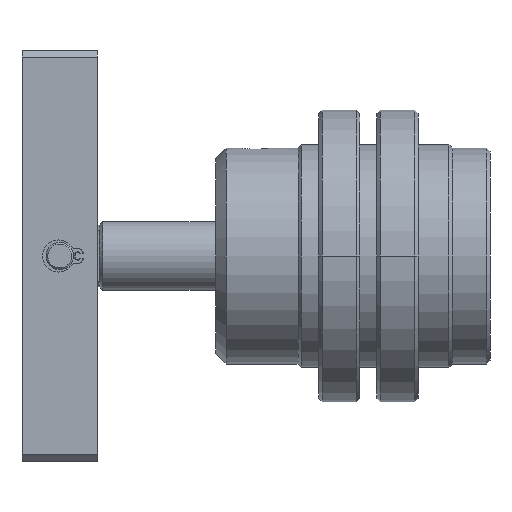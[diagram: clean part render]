
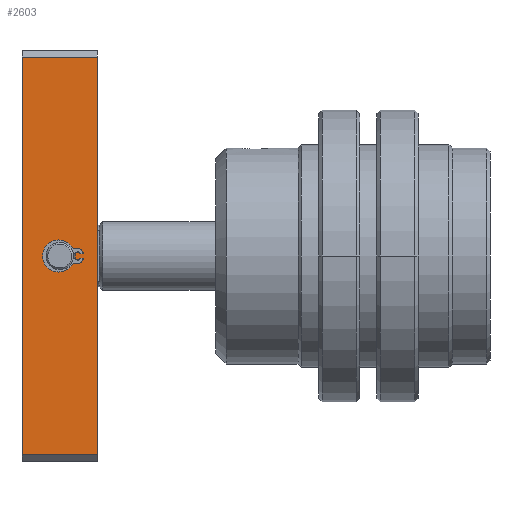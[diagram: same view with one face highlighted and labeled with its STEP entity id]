
A CAD part, left-side view. The second image highlights one B-rep face of the part: STEP entity #2603.
In plain terms, the highlighted face is planar.
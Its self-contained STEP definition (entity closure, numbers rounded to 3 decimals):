
#248 = AXIS2_PLACEMENT_3D ( 'NONE', #3586, #3587, #3588 ) ;
#252 = AXIS2_PLACEMENT_3D ( 'NONE', #3654, #3656, #3657 ) ;
#425 = EDGE_LOOP ( 'NONE', ( #1426, #1427, #1428, #1429 ) ) ;
#428 = EDGE_LOOP ( 'NONE', ( #1424, #1425 ) ) ;
#796 = AXIS2_PLACEMENT_3D ( 'NONE', #2811, #2821, #2822 ) ;
#907 = CARTESIAN_POINT ( 'NONE',  ( -4.5, 0., -11. ) ) ;
#908 = CARTESIAN_POINT ( 'NONE',  ( 4.5, 0., -11. ) ) ;
#912 = CARTESIAN_POINT ( 'NONE',  ( 58., 11., -11. ) ) ;
#915 = CARTESIAN_POINT ( 'NONE',  ( -58., 11., -11. ) ) ;
#920 = CARTESIAN_POINT ( 'NONE',  ( 58., -11., -11. ) ) ;
#921 = CARTESIAN_POINT ( 'NONE',  ( -58., -11., -11. ) ) ;
#1424 = ORIENTED_EDGE ( 'NONE', *, *, #4182, .T. ) ;
#1425 = ORIENTED_EDGE ( 'NONE', *, *, #4197, .T. ) ;
#1426 = ORIENTED_EDGE ( 'NONE', *, *, #4198, .F. ) ;
#1427 = ORIENTED_EDGE ( 'NONE', *, *, #4199, .T. ) ;
#1428 = ORIENTED_EDGE ( 'NONE', *, *, #4200, .T. ) ;
#1429 = ORIENTED_EDGE ( 'NONE', *, *, #4201, .T. ) ;
#2603 = ADVANCED_FACE ( 'NONE', ( #5189, #5199 ), #2816, .F. ) ;
#2811 = CARTESIAN_POINT ( 'NONE',  ( -60., 11., -11. ) ) ;
#2816 = PLANE ( 'NONE',  #796 ) ;
#2821 = DIRECTION ( 'NONE',  ( 0., 0., 1. ) ) ;
#2822 = DIRECTION ( 'NONE',  ( 1., 0., 0. ) ) ;
#3586 = CARTESIAN_POINT ( 'NONE',  ( 0., 0., -11. ) ) ;
#3587 = DIRECTION ( 'NONE',  ( 0., 0., 1. ) ) ;
#3588 = DIRECTION ( 'NONE',  ( 1., 0., 0. ) ) ;
#3638 = DIRECTION ( 'NONE',  ( -1., 0., 0. ) ) ;
#3642 = CARTESIAN_POINT ( 'NONE',  ( -60., 11., -11. ) ) ;
#3653 = CARTESIAN_POINT ( 'NONE',  ( -60., -11., -11. ) ) ;
#3654 = CARTESIAN_POINT ( 'NONE',  ( 0., 0., -11. ) ) ;
#3656 = DIRECTION ( 'NONE',  ( 0., 0., 1. ) ) ;
#3657 = DIRECTION ( 'NONE',  ( 1., 0., 0. ) ) ;
#3659 = CARTESIAN_POINT ( 'NONE',  ( 58., 11., -11. ) ) ;
#3662 = DIRECTION ( 'NONE',  ( 0., -1., 0. ) ) ;
#3664 = DIRECTION ( 'NONE',  ( -1., 0., 0. ) ) ;
#3667 = CARTESIAN_POINT ( 'NONE',  ( -58., 11., -11. ) ) ;
#3669 = DIRECTION ( 'NONE',  ( 0., 1., 0. ) ) ;
#4182 = EDGE_CURVE ( 'NONE', #5042, #5043, #6554, .T. ) ;
#4197 = EDGE_CURVE ( 'NONE', #5043, #5042, #6580, .T. ) ;
#4198 = EDGE_CURVE ( 'NONE', #5047, #5050, #6582, .T. ) ;
#4199 = EDGE_CURVE ( 'NONE', #5047, #5055, #5351, .T. ) ;
#4200 = EDGE_CURVE ( 'NONE', #5055, #5056, #5354, .T. ) ;
#4201 = EDGE_CURVE ( 'NONE', #5056, #5050, #5353, .T. ) ;
#5042 = VERTEX_POINT ( 'NONE', #907 ) ;
#5043 = VERTEX_POINT ( 'NONE', #908 ) ;
#5047 = VERTEX_POINT ( 'NONE', #912 ) ;
#5050 = VERTEX_POINT ( 'NONE', #915 ) ;
#5055 = VERTEX_POINT ( 'NONE', #920 ) ;
#5056 = VERTEX_POINT ( 'NONE', #921 ) ;
#5189 = FACE_BOUND ( 'NONE', #428, .T. ) ;
#5199 = FACE_OUTER_BOUND ( 'NONE', #425, .T. ) ;
#5348 = VECTOR ( 'NONE', #3638, 1000. ) ;
#5351 = LINE ( 'NONE', #3659, #5352 ) ;
#5352 = VECTOR ( 'NONE', #3662, 1000. ) ;
#5353 = LINE ( 'NONE', #3667, #5357 ) ;
#5354 = LINE ( 'NONE', #3653, #5355 ) ;
#5355 = VECTOR ( 'NONE', #3664, 1000. ) ;
#5357 = VECTOR ( 'NONE', #3669, 1000. ) ;
#6554 = CIRCLE ( 'NONE', #248, 4.5 ) ;
#6580 = CIRCLE ( 'NONE', #252, 4.5 ) ;
#6582 = LINE ( 'NONE', #3642, #5348 ) ;
